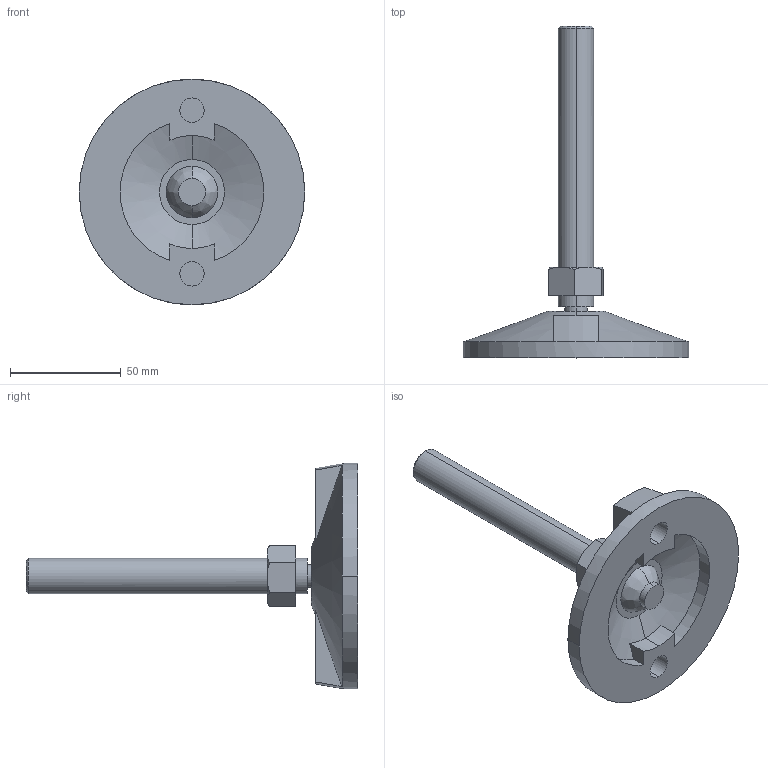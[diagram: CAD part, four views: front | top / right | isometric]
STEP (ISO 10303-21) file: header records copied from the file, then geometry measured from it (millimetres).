
FILE_DESCRIPTION (( 'STEP AP214' ), '1' );
FILE_NAME ('Rexnord-R0133 -627222.STEP', '2023-08-01T12:01:10', ( '' ), ( '' ), 'SwSTEP 2.0', 'SolidWorks 2022', '' );
FILE_SCHEMA (( 'AUTOMOTIVE_DESIGN' ));
Length unit declared in the file: millimetre
Products named in the file (4): Rexnord-R0133 -627222; Rexnord-R0133 -627222_PubFiles_3D Drawings_Download_Feet_R01336333421; Rexnord-R0133 -627222_M16; Rexnord-R0133 -627222_PubFiles_3D Drawings_Download_Feet_R01336333422
Assembly tree (3 placements, depth 2):
  Rexnord-R0133 -627222
    Rexnord-R0133 -627222_PubFiles_3D Drawings_Download_Feet_R01336333421
    Rexnord-R0133 -627222_PubFiles_3D Drawings_Download_Feet_R01336333422
    Rexnord-R0133 -627222_M16
Bounding box: 102 x 150 x 102 mm (x, y, z)
Volume: 114594.8 mm3; surface area: 33442 mm2
Topology: 3 solids, 3 shells, 72 faces, 165 edges, 103 vertices
Faces by surface type: plane 32, cylinder 20, cone 14, bspline 6
Entity records: 2478 total; most frequent: CARTESIAN_POINT 562, DIRECTION 348, ORIENTED_EDGE 322, EDGE_CURVE 161, AXIS2_PLACEMENT_3D 145, VERTEX_POINT 103, EDGE_LOOP 82, CIRCLE 73
